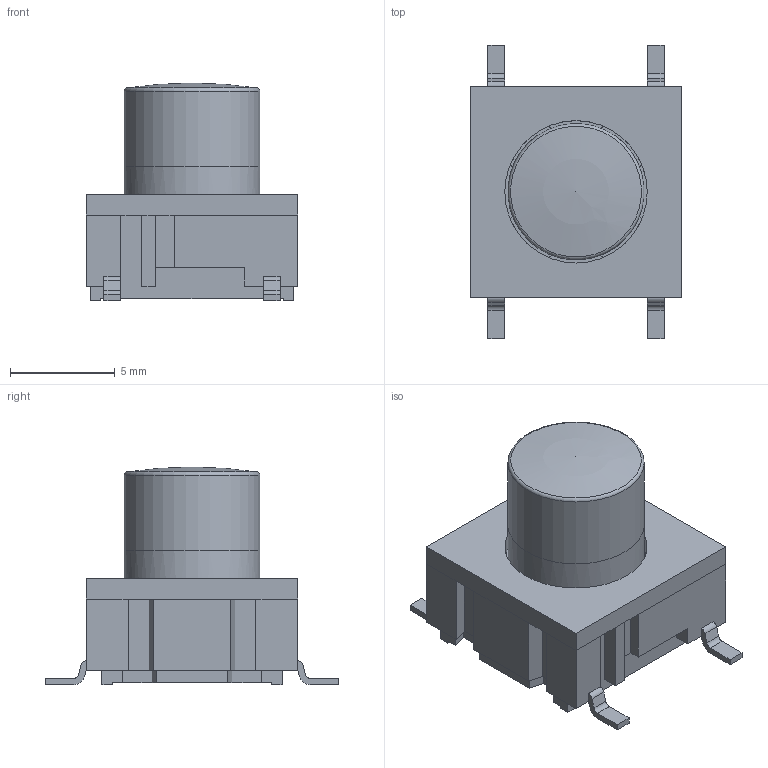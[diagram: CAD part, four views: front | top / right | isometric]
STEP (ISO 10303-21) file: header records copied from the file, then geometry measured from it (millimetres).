
FILE_DESCRIPTION(/* description */ (''),/* implementation_level */ '2;1');
FILE_NAME(/* name */ 'TL6200DxF300QG.stp',/* time_stamp */ '2025-06-04T12:23:13-05:00',/* author */ ('mroman'),/* organization */ (''),/* preprocessor_version */ 'ST-DEVELOPER v18.1',/* originating_system */ 'Autodesk Inventor 2022',/* authorisation */ '');
FILE_SCHEMA (('AUTOMOTIVE_DESIGN { 1 0 10303 214 3 1 1 }'));
Length unit declared in the file: centimetre
Products named in the file (1): TL6200DxF300QG
Bounding box: 10.1 x 14 x 10.4 mm (x, y, z)
Volume: 567.3 mm3; surface area: 936.3 mm2
Topology: 1 solids, 9 shells, 279 faces, 748 edges, 482 vertices
Faces by surface type: plane 204, cylinder 64, cone 8, torus 2, sphere 1
Full cylindrical faces by diameter (mm): 0.8 x8, 1 x4, 1.6 x1, 2.55 x1, 3 x2, 4.9 x1, 5.2 x1, 6.4 x1, 6.5 x2, 6.8 x1, 7 x2
Entity records: 8722 total; most frequent: DIRECTION 1509, CARTESIAN_POINT 1509, ORIENTED_EDGE 1494, EDGE_CURVE 747, LINE 545, VECTOR 545, VERTEX_POINT 482, AXIS2_PLACEMENT_3D 482
